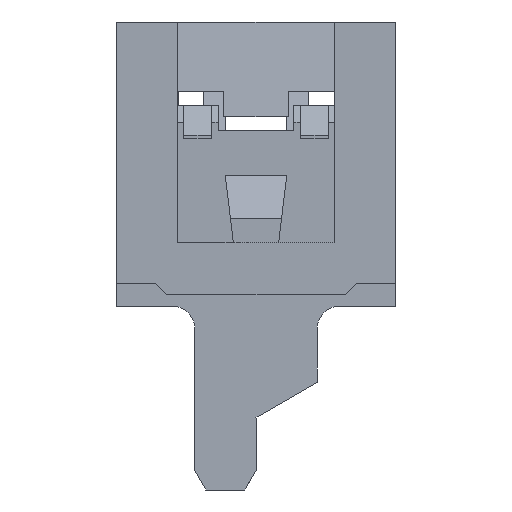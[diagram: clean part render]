
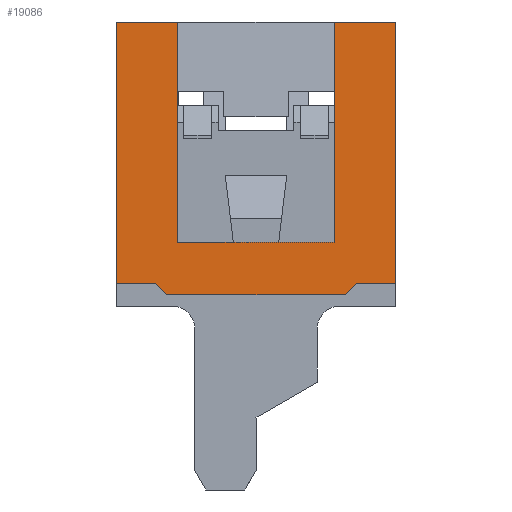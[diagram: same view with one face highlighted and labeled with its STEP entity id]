
A CAD part, left-side view. The second image highlights one B-rep face of the part: STEP entity #19086.
In plain terms, the highlighted planar face has unit normal (-1, 0, 0).
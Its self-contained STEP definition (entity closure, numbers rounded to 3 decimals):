
#1751=DIRECTION('',(0.,1.,0.));
#1752=VECTOR('',#1751,1.1);
#1753=CARTESIAN_POINT('',(-6.77,1.4,5.1));
#1754=LINE('',#1753,#1752);
#1807=DIRECTION('',(0.,1.,0.));
#1808=VECTOR('',#1807,1.1);
#1809=CARTESIAN_POINT('',(-6.77,-2.5,5.1));
#1810=LINE('',#1809,#1808);
#9320=DIRECTION('',(0.,0.,1.));
#9321=VECTOR('',#9320,3.95);
#9322=CARTESIAN_POINT('',(-6.77,-1.4,1.15));
#9323=LINE('',#9322,#9321);
#9327=DIRECTION('',(0.,0.,-1.));
#9328=VECTOR('',#9327,4.7);
#9329=CARTESIAN_POINT('',(-6.77,-2.5,5.1));
#9330=LINE('',#9329,#9328);
#9334=DIRECTION('',(0.,1.,0.));
#9335=VECTOR('',#9334,0.7);
#9336=CARTESIAN_POINT('',(-6.77,-2.5,0.4));
#9337=LINE('',#9336,#9335);
#9341=DIRECTION('',(0.,0.707,-0.707));
#9342=VECTOR('',#9341,0.283);
#9343=CARTESIAN_POINT('',(-6.77,-1.8,0.4));
#9344=LINE('',#9343,#9342);
#9348=DIRECTION('',(0.,1.,0.));
#9349=VECTOR('',#9348,3.2);
#9350=CARTESIAN_POINT('',(-6.77,-1.6,0.2));
#9351=LINE('',#9350,#9349);
#9355=DIRECTION('',(0.,0.707,0.707));
#9356=VECTOR('',#9355,0.283);
#9357=CARTESIAN_POINT('',(-6.77,1.6,0.2));
#9358=LINE('',#9357,#9356);
#9362=DIRECTION('',(0.,1.,0.));
#9363=VECTOR('',#9362,0.7);
#9364=CARTESIAN_POINT('',(-6.77,1.8,0.4));
#9365=LINE('',#9364,#9363);
#9369=DIRECTION('',(0.,0.,1.));
#9370=VECTOR('',#9369,4.7);
#9371=CARTESIAN_POINT('',(-6.77,2.5,0.4));
#9372=LINE('',#9371,#9370);
#9376=DIRECTION('',(0.,0.,-1.));
#9377=VECTOR('',#9376,3.95);
#9378=CARTESIAN_POINT('',(-6.77,1.4,5.1));
#9379=LINE('',#9378,#9377);
#9383=DIRECTION('',(0.,-1.,0.));
#9384=VECTOR('',#9383,2.8);
#9385=CARTESIAN_POINT('',(-6.77,1.4,1.15));
#9386=LINE('',#9385,#9384);
#10515=CARTESIAN_POINT('',(-6.77,-1.4,5.1));
#10516=VERTEX_POINT('',#10515);
#10517=CARTESIAN_POINT('',(-6.77,-1.4,1.15));
#10518=VERTEX_POINT('',#10517);
#10539=CARTESIAN_POINT('',(-6.77,1.4,1.15));
#10540=VERTEX_POINT('',#10539);
#10541=CARTESIAN_POINT('',(-6.77,1.4,5.1));
#10542=VERTEX_POINT('',#10541);
#10551=CARTESIAN_POINT('',(-6.77,2.5,5.1));
#10552=VERTEX_POINT('',#10551);
#10561=CARTESIAN_POINT('',(-6.77,-2.5,5.1));
#10562=VERTEX_POINT('',#10561);
#10753=CARTESIAN_POINT('',(-6.77,2.5,0.4));
#10754=VERTEX_POINT('',#10753);
#10984=CARTESIAN_POINT('',(-6.77,-2.5,0.4));
#10985=VERTEX_POINT('',#10984);
#12133=CARTESIAN_POINT('',(-6.77,-1.8,0.4));
#12134=VERTEX_POINT('',#12133);
#12135=CARTESIAN_POINT('',(-6.77,-1.6,0.2));
#12136=VERTEX_POINT('',#12135);
#12137=CARTESIAN_POINT('',(-6.77,1.6,0.2));
#12138=VERTEX_POINT('',#12137);
#12139=CARTESIAN_POINT('',(-6.77,1.8,0.4));
#12140=VERTEX_POINT('',#12139);
#19060=CARTESIAN_POINT('',(-6.77,2.5,5.1));
#19061=DIRECTION('',(-1.,0.,0.));
#19062=DIRECTION('',(0.,0.,-1.));
#19063=AXIS2_PLACEMENT_3D('',#19060,#19061,#19062);
#19064=PLANE('',#19063);
#19066=ORIENTED_EDGE('',*,*,#19065,.T.);
#19067=ORIENTED_EDGE('',*,*,#13534,.F.);
#19068=ORIENTED_EDGE('',*,*,#18958,.T.);
#19069=ORIENTED_EDGE('',*,*,#19051,.T.);
#19071=ORIENTED_EDGE('',*,*,#19070,.T.);
#19073=ORIENTED_EDGE('',*,*,#19072,.T.);
#19075=ORIENTED_EDGE('',*,*,#19074,.T.);
#19077=ORIENTED_EDGE('',*,*,#19076,.T.);
#19078=ORIENTED_EDGE('',*,*,#14557,.T.);
#19079=ORIENTED_EDGE('',*,*,#13510,.F.);
#19081=ORIENTED_EDGE('',*,*,#19080,.T.);
#19083=ORIENTED_EDGE('',*,*,#19082,.T.);
#19084=EDGE_LOOP('',(#19066,#19067,#19068,#19069,#19071,#19073,#19075,#19077,
#19078,#19079,#19081,#19083));
#19085=FACE_OUTER_BOUND('',#19084,.F.);
#19086=ADVANCED_FACE('',(#19085),#19064,.T.);
#13510=EDGE_CURVE('',#10542,#10552,#1754,.T.);
#13534=EDGE_CURVE('',#10562,#10516,#1810,.T.);
#14557=EDGE_CURVE('',#10754,#10552,#9372,.T.);
#18958=EDGE_CURVE('',#10562,#10985,#9330,.T.);
#19051=EDGE_CURVE('',#10985,#12134,#9337,.T.);
#19065=EDGE_CURVE('',#10518,#10516,#9323,.T.);
#19070=EDGE_CURVE('',#12134,#12136,#9344,.T.);
#19072=EDGE_CURVE('',#12136,#12138,#9351,.T.);
#19074=EDGE_CURVE('',#12138,#12140,#9358,.T.);
#19076=EDGE_CURVE('',#12140,#10754,#9365,.T.);
#19080=EDGE_CURVE('',#10542,#10540,#9379,.T.);
#19082=EDGE_CURVE('',#10540,#10518,#9386,.T.);
